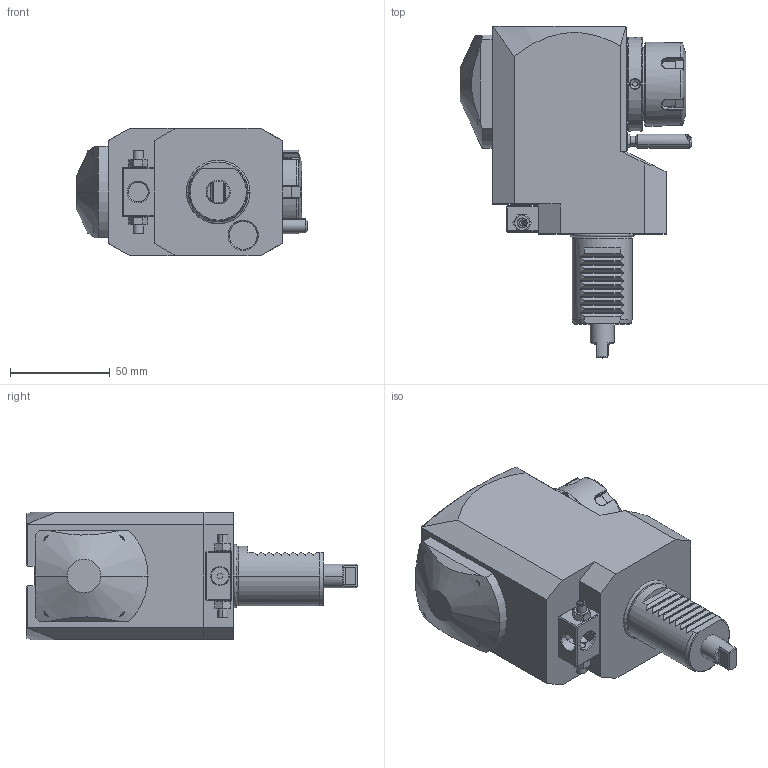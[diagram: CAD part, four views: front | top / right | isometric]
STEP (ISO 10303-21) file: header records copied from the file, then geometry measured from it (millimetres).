
FILE_DESCRIPTION((''),'2;1');
FILE_NAME('NGT1_30_421_25_1_2_75','2021-07-13T',('vali'),('NOVA GRUP'),'PRO/ENGINEER BY PARAMETRIC TECHNOLOGY CORPORATION, 2010280','PRO/ENGINEER BY PARAMETRIC TECHNOLOGY CORPORATION, 2010280','');
FILE_SCHEMA(('CONFIG_CONTROL_DESIGN'));
Length unit declared in the file: millimetre
Products named in the file (1): NGT1_30_421_25_1_2_75
Bounding box: 115.83 x 166 x 64 mm (x, y, z)
Volume: 559181.8 mm3; surface area: 53341.8 mm2
Topology: 1 solids, 1 shells, 446 faces, 1126 edges, 696 vertices
Faces by surface type: plane 204, cylinder 96, cone 77, bspline 56, torus 11, sphere 2
Entity records: 19111 total; most frequent: CARTESIAN_POINT 9084, ORIENTED_EDGE 2228, DIRECTION 1801, EDGE_CURVE 1114, VERTEX_POINT 696, AXIS2_PLACEMENT_3D 617, VECTOR 567, LINE 567
